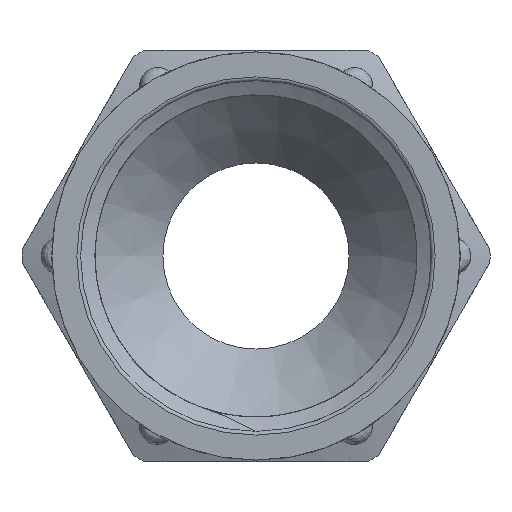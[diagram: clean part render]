
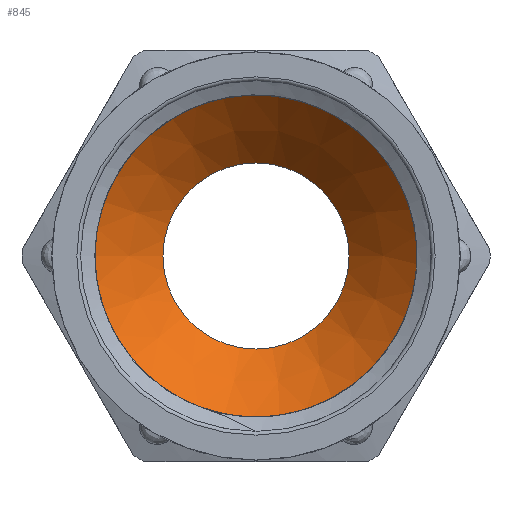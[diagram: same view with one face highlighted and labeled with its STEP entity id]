
A CAD part, left-side view. The second image highlights one B-rep face of the part: STEP entity #845.
In plain terms, the highlighted conical face has half-angle 43.025 degrees and reference radius 6.795 mm.
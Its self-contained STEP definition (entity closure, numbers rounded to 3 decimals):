
#32=FACE_BOUND('',#237,.T.);
#47=CONICAL_SURFACE('',#918,6.795,43.025);
#186=FACE_OUTER_BOUND('',#236,.T.);
#236=EDGE_LOOP('',(#735,#736));
#237=EDGE_LOOP('',(#737));
#277=CIRCLE('',#896,8.615);
#278=CIRCLE('',#916,4.975);
#280=CIRCLE('',#919,8.615);
#397=VERTEX_POINT('',#2426);
#400=VERTEX_POINT('',#2632);
#415=VERTEX_POINT('',#4284);
#503=EDGE_CURVE('',#400,#397,#277,.T.);
#538=EDGE_CURVE('',#415,#415,#278,.T.);
#540=EDGE_CURVE('',#397,#400,#280,.T.);
#735=ORIENTED_EDGE('',*,*,#540,.F.);
#736=ORIENTED_EDGE('',*,*,#503,.F.);
#737=ORIENTED_EDGE('',*,*,#538,.T.);
#845=ADVANCED_FACE('',(#186,#32),#47,.F.);
#896=AXIS2_PLACEMENT_3D('',#2720,#1024,#1025);
#916=AXIS2_PLACEMENT_3D('',#4285,#1083,#1084);
#918=AXIS2_PLACEMENT_3D('',#4288,#1087,#1088);
#919=AXIS2_PLACEMENT_3D('',#4289,#1089,#1090);
#1024=DIRECTION('center_axis',(1.,0.,0.));
#1025=DIRECTION('ref_axis',(0.,0.,-1.));
#1083=DIRECTION('center_axis',(1.,0.,0.));
#1084=DIRECTION('ref_axis',(0.,0.,-1.));
#1087=DIRECTION('center_axis',(-1.,0.,0.));
#1088=DIRECTION('ref_axis',(0.,1.,0.));
#1089=DIRECTION('center_axis',(1.,0.,0.));
#1090=DIRECTION('ref_axis',(0.,0.,-1.));
#2426=CARTESIAN_POINT('',(-12.,-8.247,2.49));
#2632=CARTESIAN_POINT('',(-12.,-6.28,5.897));
#2720=CARTESIAN_POINT('Origin',(-12.,0.,0.));
#4284=CARTESIAN_POINT('',(-8.1,4.975,0.));
#4285=CARTESIAN_POINT('Origin',(-8.1,0.,0.));
#4288=CARTESIAN_POINT('Origin',(-10.05,0.,0.));
#4289=CARTESIAN_POINT('Origin',(-12.,0.,0.));
